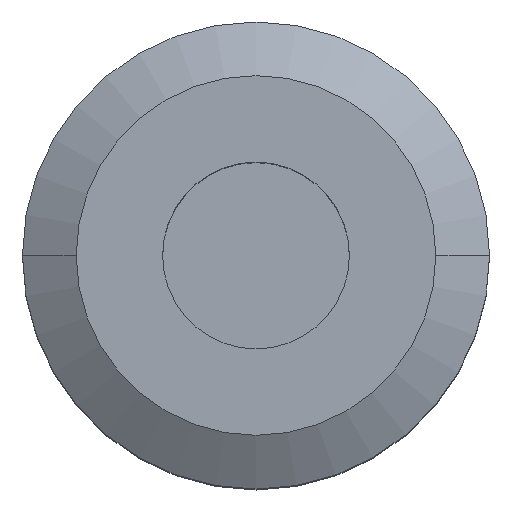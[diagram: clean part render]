
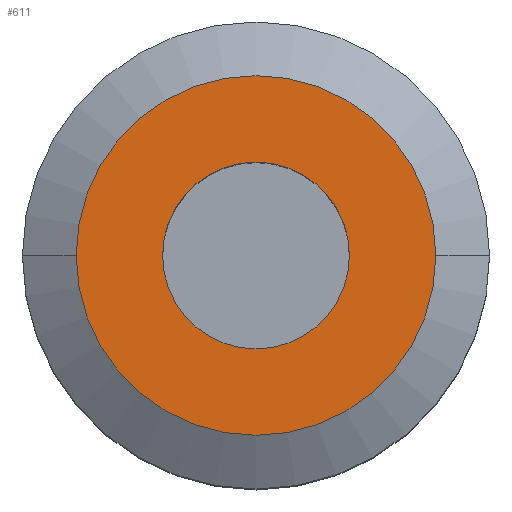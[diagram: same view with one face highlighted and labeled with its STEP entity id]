
A CAD part, top view. The second image highlights one B-rep face of the part: STEP entity #611.
In plain terms, the highlighted planar face has unit normal (0, 0, 1).
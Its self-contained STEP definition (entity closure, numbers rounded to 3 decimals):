
#20 = ORIENTED_EDGE ( 'NONE', *, *, #1192, .F. ) ;
#81 = DIRECTION ( 'NONE',  ( -1., 0., 0. ) ) ;
#159 = AXIS2_PLACEMENT_3D ( 'NONE', #501, #506, #518 ) ;
#197 = CARTESIAN_POINT ( 'NONE',  ( 0., 0., 63. ) ) ;
#226 = EDGE_CURVE ( 'NONE', #247, #1435, #1036, .T. ) ;
#247 = VERTEX_POINT ( 'NONE', #1023 ) ;
#294 = EDGE_LOOP ( 'NONE', ( #470, #920 ) ) ;
#369 = CARTESIAN_POINT ( 'NONE',  ( 0., 19.25, 63. ) ) ;
#396 = ORIENTED_EDGE ( 'NONE', *, *, #1248, .F. ) ;
#426 = CARTESIAN_POINT ( 'NONE',  ( -19.25, 0., 63. ) ) ;
#470 = ORIENTED_EDGE ( 'NONE', *, *, #1513, .T. ) ;
#501 = CARTESIAN_POINT ( 'NONE',  ( 0., 0., 63. ) ) ;
#506 = DIRECTION ( 'NONE',  ( 0., 0., -1. ) ) ;
#514 = CARTESIAN_POINT ( 'NONE',  ( -10., 0., 63. ) ) ;
#518 = DIRECTION ( 'NONE',  ( -1., 0., 0. ) ) ;
#597 = CIRCLE ( 'NONE', #159, 10. ) ;
#611 = ADVANCED_FACE ( 'NONE', ( #1521, #893 ), #1000, .T. ) ;
#620 = CIRCLE ( 'NONE', #1475, 19.25 ) ;
#640 = DIRECTION ( 'NONE',  ( -1., 0., 0. ) ) ;
#721 = AXIS2_PLACEMENT_3D ( 'NONE', #197, #894, #81 ) ;
#729 = CARTESIAN_POINT ( 'NONE',  ( 19.25, 0., 63. ) ) ;
#734 = EDGE_LOOP ( 'NONE', ( #20, #396 ) ) ;
#889 = CARTESIAN_POINT ( 'NONE',  ( 0., 0., 63. ) ) ;
#893 = FACE_OUTER_BOUND ( 'NONE', #734, .T. ) ;
#894 = DIRECTION ( 'NONE',  ( 0., 0., -1. ) ) ;
#902 = DIRECTION ( 'NONE',  ( 0., 0., -1. ) ) ;
#920 = ORIENTED_EDGE ( 'NONE', *, *, #226, .T. ) ;
#921 = AXIS2_PLACEMENT_3D ( 'NONE', #1113, #1241, #1134 ) ;
#922 = VERTEX_POINT ( 'NONE', #729 ) ;
#958 = DIRECTION ( 'NONE',  ( 0., 0., 1. ) ) ;
#975 = AXIS2_PLACEMENT_3D ( 'NONE', #369, #958, #978 ) ;
#978 = DIRECTION ( 'NONE',  ( 1., 0., 0. ) ) ;
#1000 = PLANE ( 'NONE',  #975 ) ;
#1020 = CIRCLE ( 'NONE', #921, 19.25 ) ;
#1023 = CARTESIAN_POINT ( 'NONE',  ( 10., 0., 63. ) ) ;
#1036 = CIRCLE ( 'NONE', #721, 10. ) ;
#1113 = CARTESIAN_POINT ( 'NONE',  ( 0., 0., 63. ) ) ;
#1134 = DIRECTION ( 'NONE',  ( -1., 0., 0. ) ) ;
#1192 = EDGE_CURVE ( 'NONE', #1233, #922, #1020, .T. ) ;
#1233 = VERTEX_POINT ( 'NONE', #426 ) ;
#1241 = DIRECTION ( 'NONE',  ( 0., 0., -1. ) ) ;
#1248 = EDGE_CURVE ( 'NONE', #922, #1233, #620, .T. ) ;
#1435 = VERTEX_POINT ( 'NONE', #514 ) ;
#1475 = AXIS2_PLACEMENT_3D ( 'NONE', #889, #902, #640 ) ;
#1513 = EDGE_CURVE ( 'NONE', #1435, #247, #597, .T. ) ;
#1521 = FACE_BOUND ( 'NONE', #294, .T. ) ;
